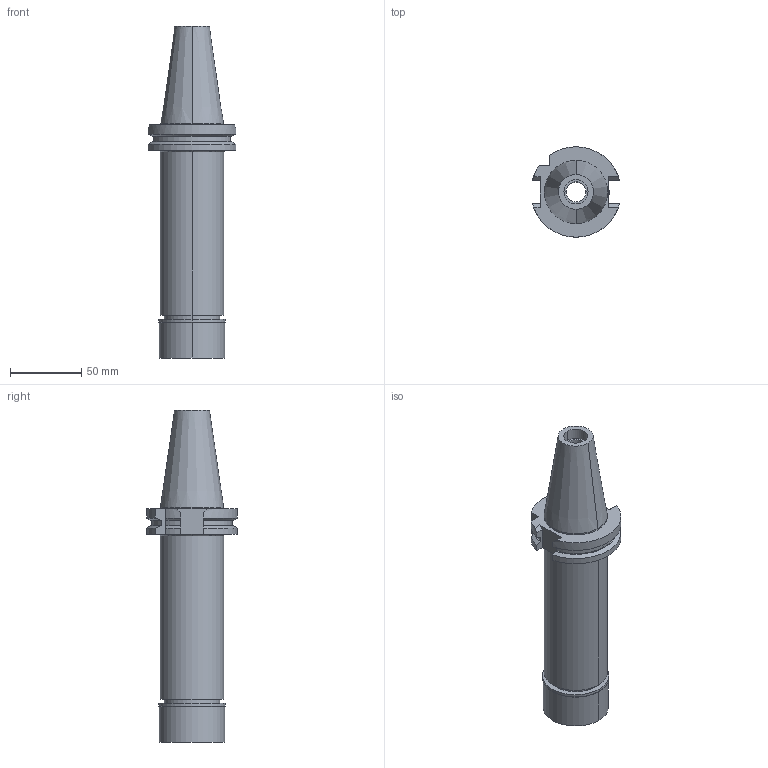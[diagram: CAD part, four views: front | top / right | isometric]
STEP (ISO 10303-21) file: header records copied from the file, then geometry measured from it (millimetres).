
FILE_DESCRIPTION((''),'2;1');
FILE_NAME('BV40MN20165-200_ASM','2018-03-09T',('ykawabe'),(''),'CREO PARAMETRIC BY PTC INC, 2016380','CREO PARAMETRIC BY PTC INC, 2016380','');
FILE_SCHEMA(('AUTOMOTIVE_DESIGN { 1 0 10303 214 1 1 1 1 }'));
Length unit declared in the file: millimetre
Products named in the file (5): BDV40-MEGA20N-165_1; NBC20-20_1; MGN20_1; DXF_TEMP_ASSY_ASM_4_ASM; BV40MN20165-200_ASM
Assembly tree (4 placements, depth 3):
  BV40MN20165-200_ASM
    DXF_TEMP_ASSY_ASM_4_ASM
      BDV40-MEGA20N-165_1
      NBC20-20_1
      MGN20_1
Bounding box: 61.48 x 63.55 x 233.4 mm (x, y, z)
Volume: 289687 mm3; surface area: 62579.4 mm2
Topology: 3 solids, 3 shells, 109 faces, 268 edges, 180 vertices
Faces by surface type: cylinder 49, plane 40, cone 20
Entity records: 4882 total; most frequent: CARTESIAN_POINT 656, DIRECTION 652, ORIENTED_EDGE 536, PRESENTATION_STYLE_ASSIGNMENT 276, STYLED_ITEM 276, CURVE_STYLE 273, AXIS2_PLACEMENT_3D 269, EDGE_CURVE 268
